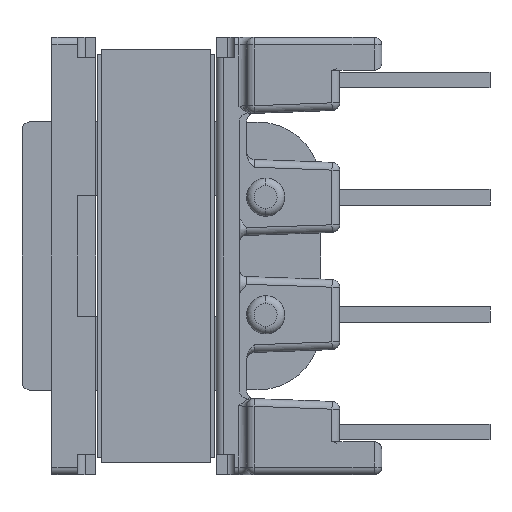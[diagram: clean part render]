
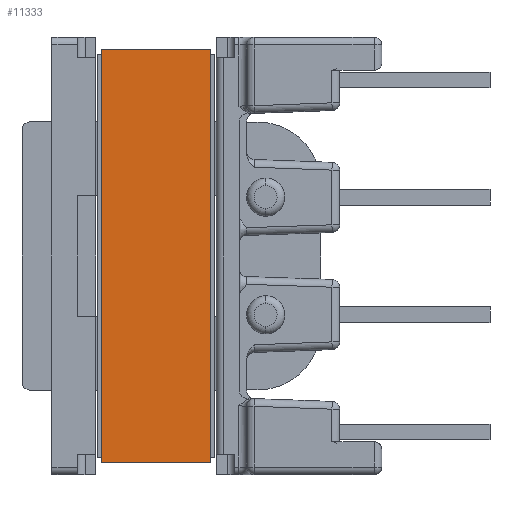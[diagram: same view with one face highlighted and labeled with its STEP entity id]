
A CAD part, left-side view. The second image highlights one B-rep face of the part: STEP entity #11333.
In plain terms, the highlighted planar face has unit normal (-1, 0, 0).
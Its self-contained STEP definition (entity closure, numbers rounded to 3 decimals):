
#961 = ORIENTED_EDGE ( 'NONE', *, *, #2070, .F. ) ;
#2070 = EDGE_CURVE ( 'NONE', #12345, #14276, #3483, .T. ) ;
#2216 = VERTEX_POINT ( 'NONE', #2253 ) ;
#2253 = CARTESIAN_POINT ( 'NONE',  ( -0.16, -13.26, -3.56 ) ) ;
#2949 = CARTESIAN_POINT ( 'NONE',  ( -0.16, -13.26, -3.56 ) ) ;
#3483 = LINE ( 'NONE', #13074, #6111 ) ;
#3721 = AXIS2_PLACEMENT_3D ( 'NONE', #2949, #10881, #4096 ) ;
#3948 = DIRECTION ( 'NONE',  ( 0., 0., 1. ) ) ;
#4096 = DIRECTION ( 'NONE',  ( 0., -1., 0. ) ) ;
#4204 = CARTESIAN_POINT ( 'NONE',  ( -0.16, -13.26, -3.56 ) ) ;
#4308 = ORIENTED_EDGE ( 'NONE', *, *, #9585, .T. ) ;
#4933 = VERTEX_POINT ( 'NONE', #6814 ) ;
#4990 = EDGE_LOOP ( 'NONE', ( #9940, #961, #12087, #4308 ) ) ;
#5269 = LINE ( 'NONE', #4204, #7579 ) ;
#5314 = VECTOR ( 'NONE', #11745, 1000. ) ;
#6111 = VECTOR ( 'NONE', #3948, 1000. ) ;
#6171 = CARTESIAN_POINT ( 'NONE',  ( -0.16, 0.16, 0. ) ) ;
#6184 = CARTESIAN_POINT ( 'NONE',  ( -0.16, -13.26, -3.56 ) ) ;
#6386 = LINE ( 'NONE', #12902, #5314 ) ;
#6814 = CARTESIAN_POINT ( 'NONE',  ( -0.16, -13.26, 0. ) ) ;
#7579 = VECTOR ( 'NONE', #7615, 1000. ) ;
#7615 = DIRECTION ( 'NONE',  ( 0., -1., 0. ) ) ;
#9519 = EDGE_CURVE ( 'NONE', #14276, #4933, #6386, .T. ) ;
#9585 = EDGE_CURVE ( 'NONE', #2216, #4933, #13312, .T. ) ;
#9622 = DIRECTION ( 'NONE',  ( 0., 0., 1. ) ) ;
#9940 = ORIENTED_EDGE ( 'NONE', *, *, #9519, .F. ) ;
#10289 = VECTOR ( 'NONE', #9622, 1000. ) ;
#10881 = DIRECTION ( 'NONE',  ( -1., 0., 0. ) ) ;
#11333 = ADVANCED_FACE ( 'NONE', ( #14095 ), #13124, .T. ) ;
#11745 = DIRECTION ( 'NONE',  ( 0., -1., 0. ) ) ;
#12087 = ORIENTED_EDGE ( 'NONE', *, *, #14422, .T. ) ;
#12323 = CARTESIAN_POINT ( 'NONE',  ( -0.16, 0.16, -3.56 ) ) ;
#12345 = VERTEX_POINT ( 'NONE', #12323 ) ;
#12902 = CARTESIAN_POINT ( 'NONE',  ( -0.16, -13.26, 0. ) ) ;
#13074 = CARTESIAN_POINT ( 'NONE',  ( -0.16, 0.16, -3.56 ) ) ;
#13124 = PLANE ( 'NONE',  #3721 ) ;
#13312 = LINE ( 'NONE', #6184, #10289 ) ;
#14095 = FACE_OUTER_BOUND ( 'NONE', #4990, .T. ) ;
#14276 = VERTEX_POINT ( 'NONE', #6171 ) ;
#14422 = EDGE_CURVE ( 'NONE', #12345, #2216, #5269, .T. ) ;
